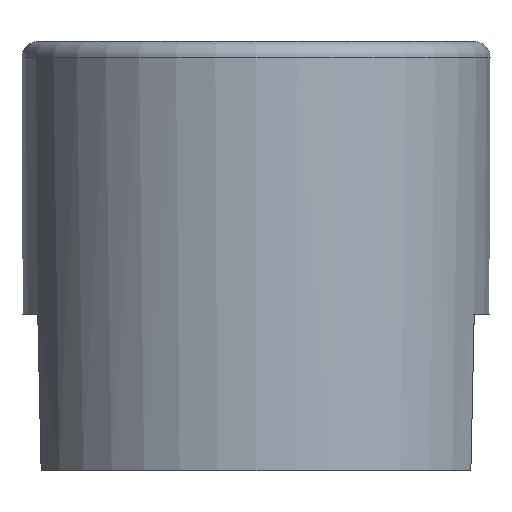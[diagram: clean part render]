
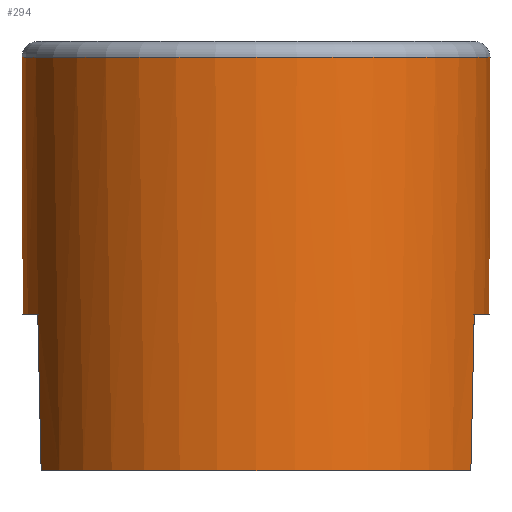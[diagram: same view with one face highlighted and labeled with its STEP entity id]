
A CAD part, left-side view. The second image highlights one B-rep face of the part: STEP entity #294.
In plain terms, the highlighted cylindrical face has radius 3 mm (diameter 6 mm), a full revolution.
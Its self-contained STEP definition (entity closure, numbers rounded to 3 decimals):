
#15=CYLINDRICAL_SURFACE('',#320,3.);
#17=ELLIPSE('',#309,57.322,3.);
#18=ELLIPSE('',#311,57.322,3.);
#19=ELLIPSE('',#315,57.322,3.);
#20=ELLIPSE('',#322,57.322,3.);
#21=CIRCLE('',#307,3.);
#22=CIRCLE('',#313,3.);
#25=CIRCLE('',#319,3.);
#26=CIRCLE('',#321,3.);
#27=CIRCLE('',#323,3.);
#28=CIRCLE('',#324,3.);
#40=FACE_OUTER_BOUND('',#56,.T.);
#56=EDGE_LOOP('',(#241,#242,#243,#244,#245,#246,#247,#248,#249,#250,#251,
#252));
#87=LINE('',#488,#116);
#116=VECTOR('',#397,3.);
#135=VERTEX_POINT('',#459);
#136=VERTEX_POINT('',#461);
#137=VERTEX_POINT('',#465);
#138=VERTEX_POINT('',#469);
#139=VERTEX_POINT('',#473);
#140=VERTEX_POINT('',#477);
#142=VERTEX_POINT('',#483);
#143=VERTEX_POINT('',#487);
#144=VERTEX_POINT('',#489);
#145=VERTEX_POINT('',#491);
#167=EDGE_CURVE('',#136,#135,#21,.T.);
#170=EDGE_CURVE('',#135,#137,#17,.T.);
#171=EDGE_CURVE('',#138,#136,#18,.T.);
#174=EDGE_CURVE('',#137,#139,#22,.T.);
#176=EDGE_CURVE('',#139,#140,#19,.T.);
#179=EDGE_CURVE('',#142,#142,#25,.T.);
#180=EDGE_CURVE('',#142,#143,#87,.T.);
#181=EDGE_CURVE('',#143,#144,#26,.T.);
#182=EDGE_CURVE('',#144,#145,#20,.T.);
#183=EDGE_CURVE('',#145,#138,#27,.T.);
#184=EDGE_CURVE('',#140,#143,#28,.T.);
#241=ORIENTED_EDGE('',*,*,#179,.F.);
#242=ORIENTED_EDGE('',*,*,#180,.T.);
#243=ORIENTED_EDGE('',*,*,#181,.T.);
#244=ORIENTED_EDGE('',*,*,#182,.T.);
#245=ORIENTED_EDGE('',*,*,#183,.T.);
#246=ORIENTED_EDGE('',*,*,#171,.T.);
#247=ORIENTED_EDGE('',*,*,#167,.T.);
#248=ORIENTED_EDGE('',*,*,#170,.T.);
#249=ORIENTED_EDGE('',*,*,#174,.T.);
#250=ORIENTED_EDGE('',*,*,#176,.T.);
#251=ORIENTED_EDGE('',*,*,#184,.T.);
#252=ORIENTED_EDGE('',*,*,#180,.F.);
#294=ADVANCED_FACE('',(#40),#15,.T.);
#307=AXIS2_PLACEMENT_3D('',#462,#364,#365);
#309=AXIS2_PLACEMENT_3D('',#467,#370,#371);
#311=AXIS2_PLACEMENT_3D('',#470,#374,#375);
#313=AXIS2_PLACEMENT_3D('',#475,#380,#381);
#315=AXIS2_PLACEMENT_3D('',#479,#385,#386);
#319=AXIS2_PLACEMENT_3D('',#485,#393,#394);
#320=AXIS2_PLACEMENT_3D('',#486,#395,#396);
#321=AXIS2_PLACEMENT_3D('',#490,#398,#399);
#322=AXIS2_PLACEMENT_3D('',#492,#400,#401);
#323=AXIS2_PLACEMENT_3D('',#493,#402,#403);
#324=AXIS2_PLACEMENT_3D('',#494,#404,#405);
#364=DIRECTION('center_axis',(0.,0.,1.));
#365=DIRECTION('ref_axis',(1.,0.,0.));
#370=DIRECTION('center_axis',(0.999,0.,0.052));
#371=DIRECTION('ref_axis',(0.052,0.,-0.999));
#374=DIRECTION('center_axis',(0.999,0.,0.052));
#375=DIRECTION('ref_axis',(0.052,0.,-0.999));
#380=DIRECTION('center_axis',(0.,0.,1.));
#381=DIRECTION('ref_axis',(1.,0.,0.));
#385=DIRECTION('center_axis',(-0.999,0.,0.052));
#386=DIRECTION('ref_axis',(0.052,0.,0.999));
#393=DIRECTION('center_axis',(0.,0.,1.));
#394=DIRECTION('ref_axis',(1.,0.,0.));
#395=DIRECTION('center_axis',(0.,0.,1.));
#396=DIRECTION('ref_axis',(1.,0.,0.));
#397=DIRECTION('',(0.,0.,-1.));
#398=DIRECTION('center_axis',(0.,0.,1.));
#399=DIRECTION('ref_axis',(1.,0.,0.));
#400=DIRECTION('center_axis',(-0.999,0.,0.052));
#401=DIRECTION('ref_axis',(0.052,0.,0.999));
#402=DIRECTION('center_axis',(0.,0.,1.));
#403=DIRECTION('ref_axis',(1.,0.,0.));
#404=DIRECTION('center_axis',(0.,0.,1.));
#405=DIRECTION('ref_axis',(1.,0.,0.));
#459=CARTESIAN_POINT('',(-31.312,43.005,4.6));
#461=CARTESIAN_POINT('',(-31.312,37.495,4.6));
#462=CARTESIAN_POINT('Origin',(-32.5,40.25,4.6));
#465=CARTESIAN_POINT('',(-31.417,43.048,6.6));
#467=CARTESIAN_POINT('Origin',(-32.5,40.25,27.273));
#469=CARTESIAN_POINT('',(-31.417,37.452,6.6));
#470=CARTESIAN_POINT('Origin',(-32.5,40.25,27.273));
#473=CARTESIAN_POINT('',(-33.583,43.048,6.6));
#475=CARTESIAN_POINT('Origin',(-32.5,40.25,6.6));
#477=CARTESIAN_POINT('',(-33.688,43.005,4.6));
#479=CARTESIAN_POINT('Origin',(-32.5,40.25,27.273));
#483=CARTESIAN_POINT('',(-35.5,40.25,9.9));
#485=CARTESIAN_POINT('Origin',(-32.5,40.25,9.9));
#486=CARTESIAN_POINT('Origin',(-32.5,40.25,4.6));
#487=CARTESIAN_POINT('',(-35.5,40.25,4.6));
#488=CARTESIAN_POINT('',(-35.5,40.25,4.6));
#489=CARTESIAN_POINT('',(-33.688,37.495,4.6));
#490=CARTESIAN_POINT('Origin',(-32.5,40.25,4.6));
#491=CARTESIAN_POINT('',(-33.583,37.452,6.6));
#492=CARTESIAN_POINT('Origin',(-32.5,40.25,27.273));
#493=CARTESIAN_POINT('Origin',(-32.5,40.25,6.6));
#494=CARTESIAN_POINT('Origin',(-32.5,40.25,4.6));
